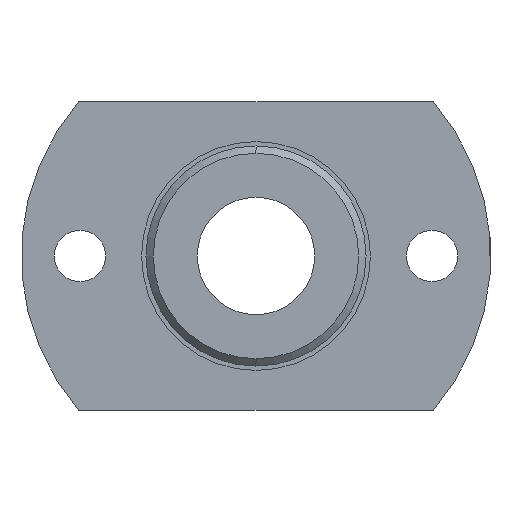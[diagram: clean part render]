
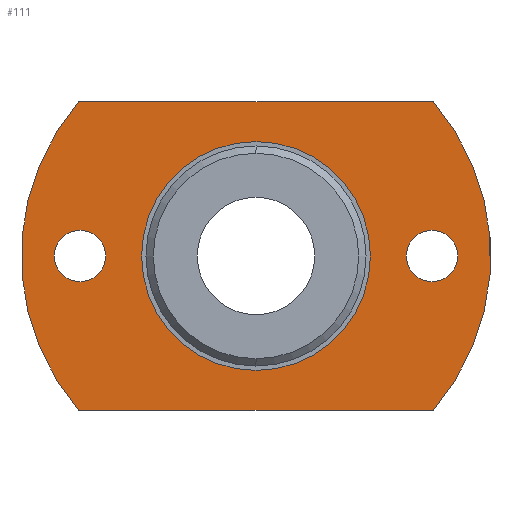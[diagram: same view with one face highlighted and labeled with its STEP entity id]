
A CAD part, left-side view. The second image highlights one B-rep face of the part: STEP entity #111.
In plain terms, the highlighted planar face has unit normal (-1, 0, 0).
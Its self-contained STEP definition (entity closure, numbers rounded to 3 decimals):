
#15 = AXIS2_PLACEMENT_3D ( 'NONE', #1184, #1142, #1216 ) ;
#18 = AXIS2_PLACEMENT_3D ( 'NONE', #1121, #1128, #1212 ) ;
#42 = AXIS2_PLACEMENT_3D ( 'NONE', #1170, #1163, #1164 ) ;
#50 = AXIS2_PLACEMENT_3D ( 'NONE', #168, #144, #159 ) ;
#54 = AXIS2_PLACEMENT_3D ( 'NONE', #146, #151, #141 ) ;
#58 = AXIS2_PLACEMENT_3D ( 'NONE', #912, #913, #914 ) ;
#62 = AXIS2_PLACEMENT_3D ( 'NONE', #915, #918, #902 ) ;
#111 = ADVANCED_FACE ( 'NONE', ( #459, #618, #409, #483 ), #861, .F. ) ;
#141 = DIRECTION ( 'NONE',  ( 0., 0., -1. ) ) ;
#144 = DIRECTION ( 'NONE',  ( 1., 0., 0. ) ) ;
#146 = CARTESIAN_POINT ( 'NONE',  ( 0., 0., 0. ) ) ;
#151 = DIRECTION ( 'NONE',  ( 1., 0., 0. ) ) ;
#159 = DIRECTION ( 'NONE',  ( 0., 0., -1. ) ) ;
#168 = CARTESIAN_POINT ( 'NONE',  ( 0., -12., 0. ) ) ;
#193 = CARTESIAN_POINT ( 'NONE',  ( 0., 0., 7.8 ) ) ;
#199 = CARTESIAN_POINT ( 'NONE',  ( 0., -12., -1.75 ) ) ;
#200 = CARTESIAN_POINT ( 'NONE',  ( 0., -12.073, 10.5 ) ) ;
#245 = CARTESIAN_POINT ( 'NONE',  ( 0., 0., 0. ) ) ;
#278 = CARTESIAN_POINT ( 'NONE',  ( 0., 12.073, -10.5 ) ) ;
#279 = DIRECTION ( 'NONE',  ( 0., 0., -1. ) ) ;
#285 = CARTESIAN_POINT ( 'NONE',  ( 0., 12., 1.75 ) ) ;
#301 = CARTESIAN_POINT ( 'NONE',  ( 0., 12.073, 10.5 ) ) ;
#306 = CARTESIAN_POINT ( 'NONE',  ( 0., -12.073, -10.5 ) ) ;
#321 = DIRECTION ( 'NONE',  ( 1., 0., 0. ) ) ;
#354 = CARTESIAN_POINT ( 'NONE',  ( 0., 0., -7.8 ) ) ;
#355 = CARTESIAN_POINT ( 'NONE',  ( 0., 12., -1.75 ) ) ;
#363 = CARTESIAN_POINT ( 'NONE',  ( 0., -12., 1.75 ) ) ;
#371 = CIRCLE ( 'NONE', #58, 16. ) ;
#396 = CIRCLE ( 'NONE', #62, 1.75 ) ;
#409 = FACE_BOUND ( 'NONE', #490, .T. ) ;
#414 = ORIENTED_EDGE ( 'NONE', *, *, #725, .T. ) ;
#435 = EDGE_LOOP ( 'NONE', ( #670, #709, #695, #664 ) ) ;
#447 = LINE ( 'NONE', #1186, #584 ) ;
#459 = FACE_BOUND ( 'NONE', #600, .T. ) ;
#470 = EDGE_LOOP ( 'NONE', ( #594, #685 ) ) ;
#483 = FACE_OUTER_BOUND ( 'NONE', #435, .T. ) ;
#490 = EDGE_LOOP ( 'NONE', ( #705, #681 ) ) ;
#557 = CIRCLE ( 'NONE', #42, 1.75 ) ;
#560 = LINE ( 'NONE', #1150, #567 ) ;
#567 = VECTOR ( 'NONE', #1210, 1000. ) ;
#584 = VECTOR ( 'NONE', #1151, 1000. ) ;
#594 = ORIENTED_EDGE ( 'NONE', *, *, #794, .T. ) ;
#600 = EDGE_LOOP ( 'NONE', ( #414, #635 ) ) ;
#618 = FACE_BOUND ( 'NONE', #470, .T. ) ;
#635 = ORIENTED_EDGE ( 'NONE', *, *, #755, .T. ) ;
#640 = CIRCLE ( 'NONE', #15, 16. ) ;
#644 = AXIS2_PLACEMENT_3D ( 'NONE', #245, #321, #279 ) ;
#664 = ORIENTED_EDGE ( 'NONE', *, *, #756, .T. ) ;
#670 = ORIENTED_EDGE ( 'NONE', *, *, #759, .T. ) ;
#681 = ORIENTED_EDGE ( 'NONE', *, *, #1115, .T. ) ;
#685 = ORIENTED_EDGE ( 'NONE', *, *, #772, .T. ) ;
#695 = ORIENTED_EDGE ( 'NONE', *, *, #724, .T. ) ;
#705 = ORIENTED_EDGE ( 'NONE', *, *, #793, .T. ) ;
#709 = ORIENTED_EDGE ( 'NONE', *, *, #758, .T. ) ;
#724 = EDGE_CURVE ( 'NONE', #942, #857, #371, .T. ) ;
#725 = EDGE_CURVE ( 'NONE', #842, #873, #396, .T. ) ;
#755 = EDGE_CURVE ( 'NONE', #873, #842, #557, .T. ) ;
#756 = EDGE_CURVE ( 'NONE', #857, #867, #447, .T. ) ;
#758 = EDGE_CURVE ( 'NONE', #1250, #942, #560, .T. ) ;
#759 = EDGE_CURVE ( 'NONE', #867, #1250, #640, .T. ) ;
#772 = EDGE_CURVE ( 'NONE', #1245, #930, #1050, .T. ) ;
#793 = EDGE_CURVE ( 'NONE', #835, #1236, #976, .T. ) ;
#794 = EDGE_CURVE ( 'NONE', #930, #1245, #1009, .T. ) ;
#835 = VERTEX_POINT ( 'NONE', #354 ) ;
#842 = VERTEX_POINT ( 'NONE', #355 ) ;
#851 = CARTESIAN_POINT ( 'NONE',  ( 0., 7.5, 0. ) ) ;
#853 = DIRECTION ( 'NONE',  ( 1., 0., 0. ) ) ;
#857 = VERTEX_POINT ( 'NONE', #278 ) ;
#861 = PLANE ( 'NONE',  #1223 ) ;
#865 = DIRECTION ( 'NONE',  ( 0., 0., -1. ) ) ;
#867 = VERTEX_POINT ( 'NONE', #306 ) ;
#873 = VERTEX_POINT ( 'NONE', #285 ) ;
#902 = DIRECTION ( 'NONE',  ( 0., 0., -1. ) ) ;
#912 = CARTESIAN_POINT ( 'NONE',  ( 0., 0., 0. ) ) ;
#913 = DIRECTION ( 'NONE',  ( -1., 0., 0. ) ) ;
#914 = DIRECTION ( 'NONE',  ( 0., 0., 1. ) ) ;
#915 = CARTESIAN_POINT ( 'NONE',  ( 0., 12., 0. ) ) ;
#918 = DIRECTION ( 'NONE',  ( 1., 0., 0. ) ) ;
#930 = VERTEX_POINT ( 'NONE', #199 ) ;
#942 = VERTEX_POINT ( 'NONE', #301 ) ;
#976 = CIRCLE ( 'NONE', #54, 7.8 ) ;
#1009 = CIRCLE ( 'NONE', #50, 1.75 ) ;
#1016 = CIRCLE ( 'NONE', #644, 7.8 ) ;
#1050 = CIRCLE ( 'NONE', #18, 1.75 ) ;
#1115 = EDGE_CURVE ( 'NONE', #1236, #835, #1016, .T. ) ;
#1121 = CARTESIAN_POINT ( 'NONE',  ( 0., -12., 0. ) ) ;
#1128 = DIRECTION ( 'NONE',  ( 1., 0., 0. ) ) ;
#1142 = DIRECTION ( 'NONE',  ( -1., 0., 0. ) ) ;
#1150 = CARTESIAN_POINT ( 'NONE',  ( 0., 7.5, 10.5 ) ) ;
#1151 = DIRECTION ( 'NONE',  ( 0., -1., 0. ) ) ;
#1163 = DIRECTION ( 'NONE',  ( 1., 0., 0. ) ) ;
#1164 = DIRECTION ( 'NONE',  ( 0., 0., -1. ) ) ;
#1170 = CARTESIAN_POINT ( 'NONE',  ( 0., 12., 0. ) ) ;
#1184 = CARTESIAN_POINT ( 'NONE',  ( 0., 0., 0. ) ) ;
#1186 = CARTESIAN_POINT ( 'NONE',  ( 0., 7.5, -10.5 ) ) ;
#1210 = DIRECTION ( 'NONE',  ( 0., 1., 0. ) ) ;
#1212 = DIRECTION ( 'NONE',  ( 0., 0., -1. ) ) ;
#1216 = DIRECTION ( 'NONE',  ( 0., 0., 1. ) ) ;
#1223 = AXIS2_PLACEMENT_3D ( 'NONE', #851, #853, #865 ) ;
#1236 = VERTEX_POINT ( 'NONE', #193 ) ;
#1245 = VERTEX_POINT ( 'NONE', #363 ) ;
#1250 = VERTEX_POINT ( 'NONE', #200 ) ;
